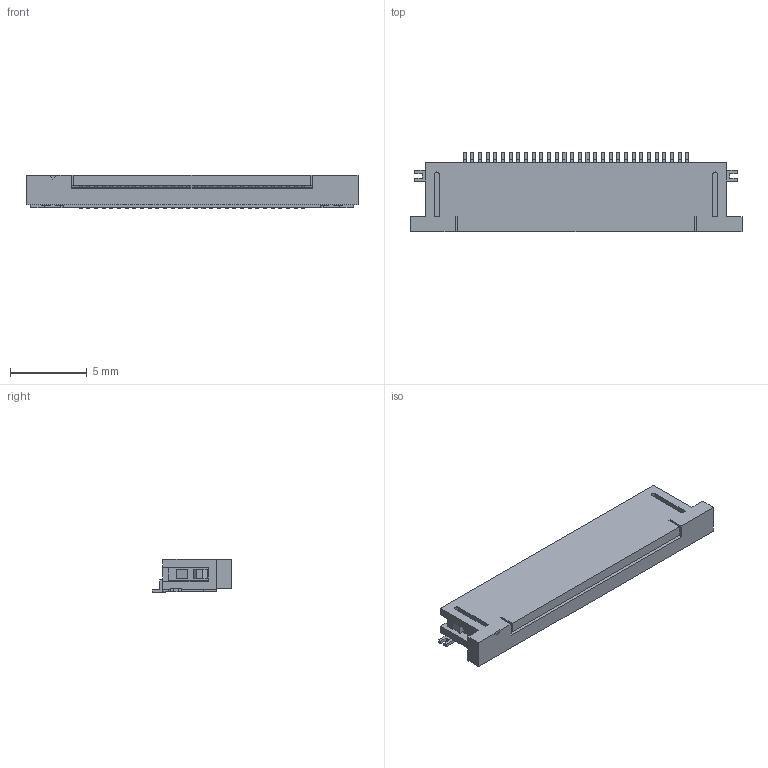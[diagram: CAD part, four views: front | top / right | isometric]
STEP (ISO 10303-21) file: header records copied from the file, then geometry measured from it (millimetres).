
FILE_DESCRIPTION(/* description */ (''),/* implementation_level */ '2;1');
FILE_NAME(/* name */ '524353071wbm000_01_214.stp',/* time_stamp */ '2023-01-04T21:21:51+08:00',/* author */ (''),/* organization */ (''),/* preprocessor_version */ 'ST-DEVELOPER v16.7',/* originating_system */ 'SIEMENS PLM Software NX 1919',/* authorisation */ '');
FILE_SCHEMA (('AUTOMOTIVE_DESIGN { 1 0 10303 214 3 1 1 1 }'));
Length unit declared in the file: millimetre
Products named in the file (1): 524353071wbm000_01
Bounding box: 21.6 x 5.2 x 2.16 mm (x, y, z)
Volume: 166.3 mm3; surface area: 545 mm2
Topology: 1 solids, 1 shells, 718 faces, 2070 edges, 1376 vertices
Faces by surface type: plane 624, cylinder 94
Entity records: 23278 total; most frequent: CARTESIAN_POINT 4165, ORIENTED_EDGE 4140, DIRECTION 3696, EDGE_CURVE 2070, LINE 1882, VECTOR 1882, VERTEX_POINT 1376, AXIS2_PLACEMENT_3D 907
